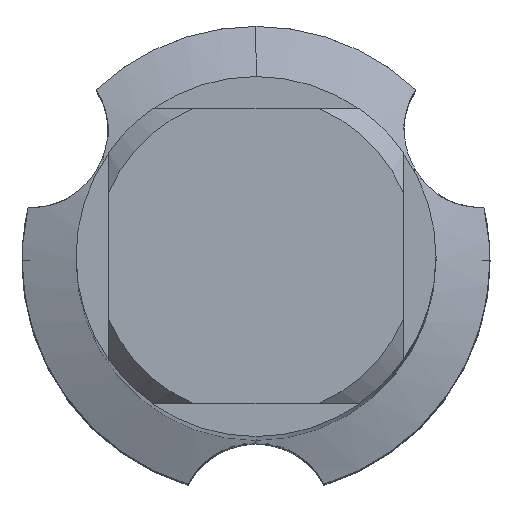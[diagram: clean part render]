
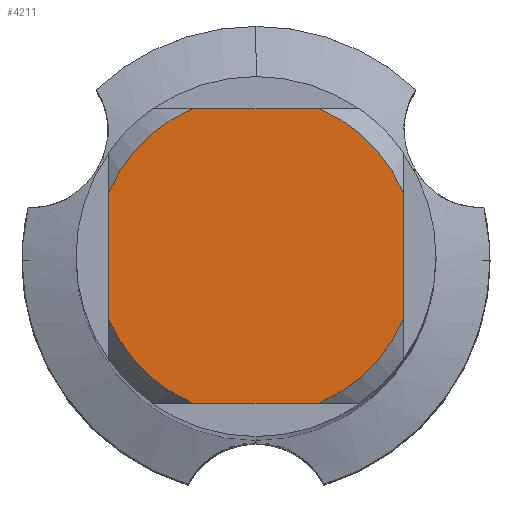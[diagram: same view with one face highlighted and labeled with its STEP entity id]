
A CAD part, top view. The second image highlights one B-rep face of the part: STEP entity #4211.
In plain terms, the highlighted planar face has unit normal (0, 0, 1).
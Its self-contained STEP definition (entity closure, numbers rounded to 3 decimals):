
#1913=VERTEX_POINT('',#5491);
#1979=EDGE_CURVE('',#4479,#2797,#5562,.T.);
#2199=VERTEX_POINT('',#5810);
#2327=EDGE_CURVE('',#3829,#2541,#5947,.T.);
#2395=EDGE_CURVE('',#3829,#4705,#6020,.T.);
#2459=EDGE_CURVE('',#4479,#2541,#6086,.T.);
#2541=VERTEX_POINT('',#6176);
#2797=VERTEX_POINT('',#6453);
#2929=VERTEX_POINT('',#6596);
#3829=VERTEX_POINT('',#7589);
#3967=EDGE_CURVE('',#2199,#2929,#7732,.T.);
#4211=ADVANCED_FACE('',(#7997),#7998,.T.);
#4479=VERTEX_POINT('',#8296);
#4561=EDGE_CURVE('',#1913,#2929,#8384,.T.);
#4661=EDGE_CURVE('',#2199,#2797,#8491,.T.);
#4705=VERTEX_POINT('',#8541);
#4927=EDGE_CURVE('',#1913,#4705,#8779,.T.);
#5491=CARTESIAN_POINT('',(1.939,4.5,0.0));
#5562=CIRCLE('',#9580,4.9);
#5810=CARTESIAN_POINT('',(-4.5,1.939,0.0));
#5947=CIRCLE('',#10252,4.9);
#6020=LINE('',#10376,#10377);
#6086=LINE('',#10516,#10517);
#6176=CARTESIAN_POINT('',(1.939,-4.5,0.0));
#6453=CARTESIAN_POINT('',(-4.5,-1.939,0.0));
#6596=CARTESIAN_POINT('',(-1.939,4.5,0.0));
#7589=CARTESIAN_POINT('',(4.5,-1.939,0.0));
#7732=CIRCLE('',#13417,4.9);
#7997=FACE_OUTER_BOUND('',#13931,.T.);
#7998=PLANE('',#13932);
#8296=CARTESIAN_POINT('',(-1.939,-4.5,0.0));
#8384=LINE('',#14658,#14659);
#8491=LINE('',#14909,#14910);
#8541=CARTESIAN_POINT('',(4.5,1.939,0.0));
#8779=CIRCLE('',#15464,4.9);
#9580=AXIS2_PLACEMENT_3D('',#16518,#16519,#16520);
#10252=AXIS2_PLACEMENT_3D('',#16974,#16975,#16976);
#10376=CARTESIAN_POINT('',(4.5,1.225,0.0));
#10377=VECTOR('',#17038,1.0);
#10516=CARTESIAN_POINT('',(0.0,-4.5,0.0));
#10517=VECTOR('',#17086,1.0);
#13417=AXIS2_PLACEMENT_3D('',#19182,#19183,#19184);
#13931=EDGE_LOOP('',(#19471,#19472,#19473,#19474,#19475,#19476,#19477,#19478));
#13932=AXIS2_PLACEMENT_3D('',#19479,#19480,#19481);
#14658=CARTESIAN_POINT('',(0.0,4.5,0.0));
#14659=VECTOR('',#19920,1.0);
#14909=CARTESIAN_POINT('',(-4.5,1.225,0.0));
#14910=VECTOR('',#20025,1.0);
#15464=AXIS2_PLACEMENT_3D('',#20308,#20309,#20310);
#16518=CARTESIAN_POINT('',(0.0,0.0,0.0));
#16519=DIRECTION('',(0.0,0.0,-1.0));
#16520=DIRECTION('',(0.0,1.0,0.0));
#16974=CARTESIAN_POINT('',(0.0,0.0,0.0));
#16975=DIRECTION('',(0.0,0.0,-1.0));
#16976=DIRECTION('',(0.0,1.0,0.0));
#17038=DIRECTION('',(-0.0,1.0,0.0));
#17086=DIRECTION('',(1.0,0.0,0.0));
#19182=CARTESIAN_POINT('',(0.0,0.0,0.0));
#19183=DIRECTION('',(0.0,0.0,-1.0));
#19184=DIRECTION('',(0.0,1.0,0.0));
#19471=ORIENTED_EDGE('',*,*,#4661,.T.);
#19472=ORIENTED_EDGE('',*,*,#1979,.F.);
#19473=ORIENTED_EDGE('',*,*,#2459,.T.);
#19474=ORIENTED_EDGE('',*,*,#2327,.F.);
#19475=ORIENTED_EDGE('',*,*,#2395,.T.);
#19476=ORIENTED_EDGE('',*,*,#4927,.F.);
#19477=ORIENTED_EDGE('',*,*,#4561,.T.);
#19478=ORIENTED_EDGE('',*,*,#3967,.F.);
#19479=CARTESIAN_POINT('',(0.0,2.45,0.0));
#19480=DIRECTION('',(-0.0,0.0,1.0));
#19481=DIRECTION('',(0.0,-1.0,0.0));
#19920=DIRECTION('',(-1.0,0.0,0.0));
#20025=DIRECTION('',(-0.0,-1.0,0.0));
#20308=CARTESIAN_POINT('',(0.0,0.0,0.0));
#20309=DIRECTION('',(0.0,0.0,-1.0));
#20310=DIRECTION('',(0.0,1.0,0.0));
